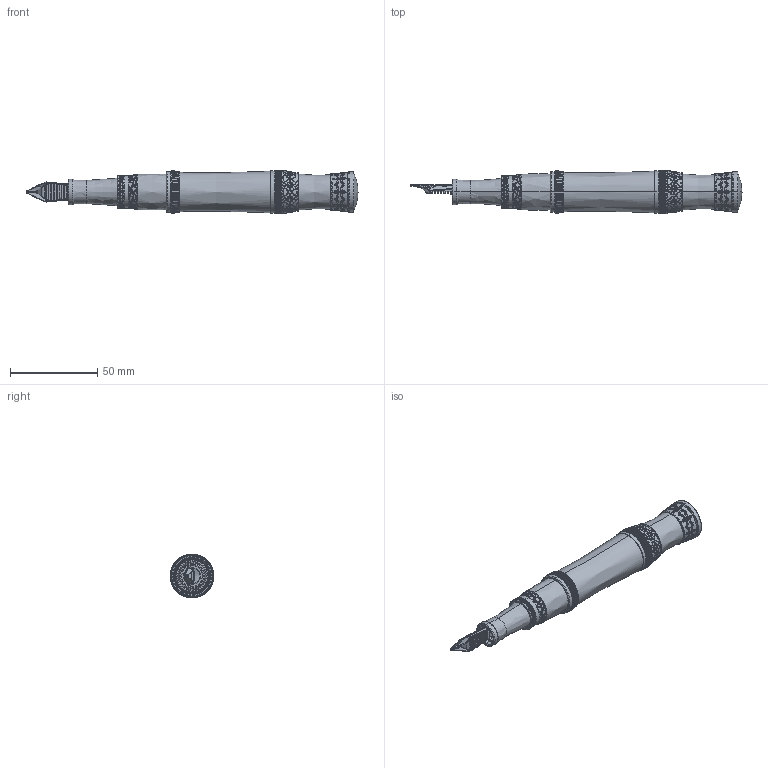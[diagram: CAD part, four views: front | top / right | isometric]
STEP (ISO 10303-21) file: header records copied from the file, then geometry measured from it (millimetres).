
FILE_DESCRIPTION(('FreeCAD Model'),'2;1');
FILE_NAME('Open CASCADE Shape Model','2025-04-27T17:52:09',('FreeCAD'),( 'FreeCAD'),'Open CASCADE STEP processor 7.6','FreeCAD','Unknown');
FILE_SCHEMA(('AUTOMOTIVE_DESIGN { 1 0 10303 214 1 1 1 1 }'));
Products named in the file (1): Open CASCADE STEP translator 7.6 1
Bounding box: 190.31 x 25.06 x 25.06 mm (x, y, z)
Volume: 21119.2 mm3; surface area: 27811.7 mm2
Topology: 11 solids, 11 shells, 3291 faces, 8897 edges, 5684 vertices
Faces by surface type: bspline 3291
Entity records: 210281 total; most frequent: CARTESIAN_POINT 161121, ORIENTED_EDGE 17218, EDGE_CURVE 8609, B_SPLINE_CURVE_WITH_KNOTS 6011, VERTEX_POINT 5684, FACE_BOUND 3651, EDGE_LOOP 3651, ADVANCED_FACE 3291
